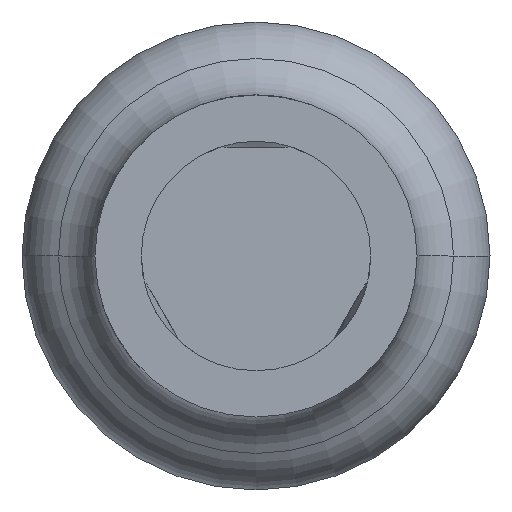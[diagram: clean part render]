
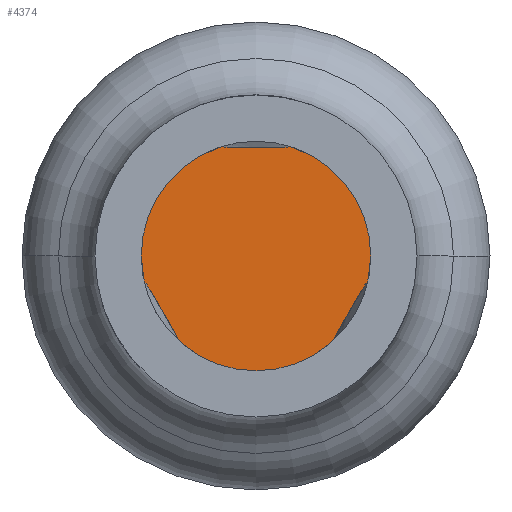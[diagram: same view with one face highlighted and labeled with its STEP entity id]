
A CAD part, front view. The second image highlights one B-rep face of the part: STEP entity #4374.
In plain terms, the highlighted planar face has unit normal (0, -1, 0).
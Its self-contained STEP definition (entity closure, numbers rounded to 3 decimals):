
#36 = PLANE ( 'NONE',  #3463 ) ;
#294 = EDGE_CURVE ( 'Defeature ausgef�hrt1_0+Defeature ausgef�hrt1_42+Defeature ausgef�hrt1_42+Defeature ausgef�hrt1_42', #4640, #863, #963, .T. ) ;
#346 = AXIS2_PLACEMENT_3D ( 'NONE', #3337, #5709, #2857 ) ;
#573 = CIRCLE ( 'NONE', #346, 0.513 ) ;
#641 = CARTESIAN_POINT ( 'NONE',  ( -0.513, -24.7, 0. ) ) ;
#863 = VERTEX_POINT ( 'NONE', #5079 ) ;
#963 = CIRCLE ( 'NONE', #2651, 0.513 ) ;
#1965 = DIRECTION ( 'NONE',  ( 0., 1., 0. ) ) ;
#2651 = AXIS2_PLACEMENT_3D ( 'NONE', #3311, #5167, #3774 ) ;
#2857 = DIRECTION ( 'NONE',  ( 1., 0., 0. ) ) ;
#3263 = EDGE_LOOP ( 'NONE', ( #3453, #3348 ) ) ;
#3311 = CARTESIAN_POINT ( 'NONE',  ( 0., -24.7, 0. ) ) ;
#3337 = CARTESIAN_POINT ( 'NONE',  ( 0., -24.7, 0. ) ) ;
#3348 = ORIENTED_EDGE ( 'NONE', *, *, #6056, .F. ) ;
#3453 = ORIENTED_EDGE ( 'NONE', *, *, #294, .F. ) ;
#3463 = AXIS2_PLACEMENT_3D ( 'NONE', #4821, #1965, #5333 ) ;
#3774 = DIRECTION ( 'NONE',  ( 1., 0., 0. ) ) ;
#4374 = ADVANCED_FACE ( 'Defeature ausgef�hrt1_42', ( #4742 ), #36, .F. ) ;
#4640 = VERTEX_POINT ( 'NONE', #641 ) ;
#4742 = FACE_OUTER_BOUND ( 'NONE', #3263, .T. ) ;
#4821 = CARTESIAN_POINT ( 'NONE',  ( 0., -24.7, 0. ) ) ;
#5079 = CARTESIAN_POINT ( 'NONE',  ( 0.513, -24.7, 0. ) ) ;
#5167 = DIRECTION ( 'NONE',  ( 0., 1., 0. ) ) ;
#5333 = DIRECTION ( 'NONE',  ( -1., 0., 0. ) ) ;
#5709 = DIRECTION ( 'NONE',  ( 0., 1., 0. ) ) ;
#6056 = EDGE_CURVE ( 'Defeature ausgef�hrt1_0+Defeature ausgef�hrt1_42+Defeature ausgef�hrt1_42+Defeature ausgef�hrt1_42', #863, #4640, #573, .T. ) ;
